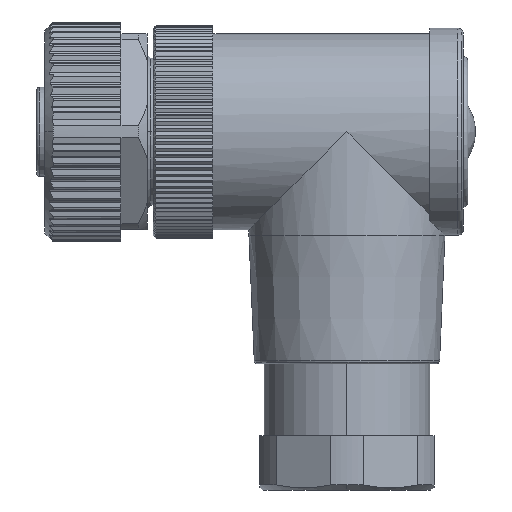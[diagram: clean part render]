
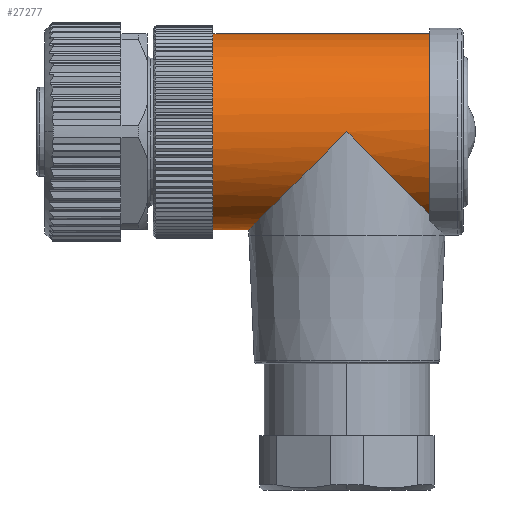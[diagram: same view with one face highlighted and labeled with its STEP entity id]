
A CAD part, front view. The second image highlights one B-rep face of the part: STEP entity #27277.
In plain terms, the highlighted cylindrical face has radius 9 mm (diameter 18 mm), a partial arc.
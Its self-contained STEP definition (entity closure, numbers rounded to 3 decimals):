
#8425=CARTESIAN_POINT('',(15.1,0.,0.));
#8426=DIRECTION('',(-1.,0.,0.));
#8427=DIRECTION('',(0.,0.,-1.));
#8428=AXIS2_PLACEMENT_3D('',#8425,#8426,#8427);
#10457=DIRECTION('',(1.,0.,0.));
#10458=VECTOR('',#10457,19.9);
#10459=CARTESIAN_POINT('',(15.1,0.,9.));
#10460=LINE('',#10459,#10458);
#10464=CARTESIAN_POINT('',(27.4,-9.,0.));
#10465=CARTESIAN_POINT('',(27.973,-9.,-0.573));
#10466=CARTESIAN_POINT('',(29.077,-8.893,
-1.676));
#10467=CARTESIAN_POINT('',(30.597,-8.456,
-3.197));
#10468=CARTESIAN_POINT('',(31.911,-7.838,
-4.511));
#10469=CARTESIAN_POINT('',(33.23,-6.915,
-5.83));
#10470=CARTESIAN_POINT('',(34.24,-5.902,
-6.84));
#10471=CARTESIAN_POINT('',(34.772,-5.18,
-7.372));
#10472=CARTESIAN_POINT('',(35.,-4.821,-7.6));
#10477=CARTESIAN_POINT('',(18.4,0.,-9.));
#10478=CARTESIAN_POINT('',(18.4,-0.399,-9.));
#10479=CARTESIAN_POINT('',(18.454,-1.21,
-8.946));
#10480=CARTESIAN_POINT('',(18.701,-2.421,
-8.699));
#10481=CARTESIAN_POINT('',(19.137,-3.652,
-8.263));
#10482=CARTESIAN_POINT('',(19.776,-4.839,
-7.624));
#10483=CARTESIAN_POINT('',(20.493,-5.814,
-6.907));
#10484=CARTESIAN_POINT('',(21.441,-6.801,
-5.959));
#10485=CARTESIAN_POINT('',(22.703,-7.726,
-4.697));
#10486=CARTESIAN_POINT('',(24.,-8.378,
-3.4));
#10487=CARTESIAN_POINT('',(25.563,-8.867,
-1.837));
#10488=CARTESIAN_POINT('',(26.764,-9.,-0.636));
#10489=CARTESIAN_POINT('',(27.4,-9.,0.));
#10494=DIRECTION('',(1.,0.,0.));
#10495=VECTOR('',#10494,3.3);
#10496=CARTESIAN_POINT('',(15.1,0.,-9.));
#10497=LINE('',#10496,#10495);
#10560=CARTESIAN_POINT('',(35.,0.,0.));
#10561=DIRECTION('',(1.,0.,0.));
#10562=DIRECTION('',(0.,0.,1.));
#10563=AXIS2_PLACEMENT_3D('',#10560,#10561,#10562);
#19724=CARTESIAN_POINT('',(18.4,0.,-9.));
#19725=VERTEX_POINT('',#19724);
#19728=CARTESIAN_POINT('',(35.,-4.821,-7.6));
#19729=VERTEX_POINT('',#19728);
#19730=CARTESIAN_POINT('',(15.1,0.,-9.));
#19731=VERTEX_POINT('',#19730);
#19732=CARTESIAN_POINT('',(15.1,0.,9.));
#19733=CARTESIAN_POINT('',(35.,0.,9.));
#19734=VERTEX_POINT('',#19732);
#19735=VERTEX_POINT('',#19733);
#19737=VERTEX_POINT('',#10464);
#27259=CARTESIAN_POINT('',(24.,0.,0.));
#27260=DIRECTION('',(1.,0.,0.));
#27261=DIRECTION('',(0.,0.,-1.));
#27262=AXIS2_PLACEMENT_3D('',#27259,#27260,#27261);
#27263=CYLINDRICAL_SURFACE('',#27262,9.);
#27264=ORIENTED_EDGE('',*,*,#27252,.T.);
#27266=ORIENTED_EDGE('',*,*,#27265,.T.);
#27268=ORIENTED_EDGE('',*,*,#27267,.T.);
#27270=ORIENTED_EDGE('',*,*,#27269,.F.);
#27272=ORIENTED_EDGE('',*,*,#27271,.F.);
#27274=ORIENTED_EDGE('',*,*,#27273,.F.);
#27275=EDGE_LOOP('',(#27264,#27266,#27268,#27270,#27272,#27274));
#27276=FACE_OUTER_BOUND('',#27275,.F.);
#27277=ADVANCED_FACE('',(#27276),#27263,.T.);
#8429=CIRCLE('',#8428,9.);
#10473=B_SPLINE_CURVE_WITH_KNOTS('',3,(#10464,#10465,#10466,#10467,#10468,
#10469,#10470,#10471,#10472),.UNSPECIFIED.,.F.,.F.,(4,1,1,1,1,1,4),(0.,
0.167,0.333,0.5,0.667,0.833,
1.),.UNSPECIFIED.);
#10490=B_SPLINE_CURVE_WITH_KNOTS('',3,(#10477,#10478,#10479,#10480,#10481,
#10482,#10483,#10484,#10485,#10486,#10487,#10488,#10489),.UNSPECIFIED.,.F.,.F.,(
4,1,1,1,1,1,1,1,1,1,4),(0.,0.1,0.2,0.3,0.4,0.5,0.6,0.7,0.8,
0.9,1.),.UNSPECIFIED.);
#10564=CIRCLE('',#10563,9.);
#27252=EDGE_CURVE('',#19731,#19734,#8429,.T.);
#27265=EDGE_CURVE('',#19734,#19735,#10460,.T.);
#27267=EDGE_CURVE('',#19735,#19729,#10564,.T.);
#27269=EDGE_CURVE('',#19737,#19729,#10473,.T.);
#27271=EDGE_CURVE('',#19725,#19737,#10490,.T.);
#27273=EDGE_CURVE('',#19731,#19725,#10497,.T.);
